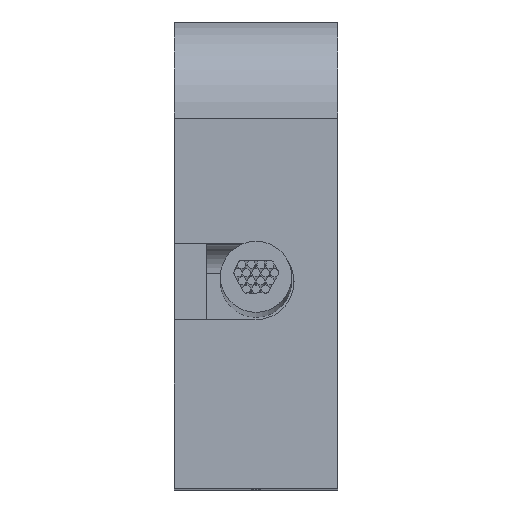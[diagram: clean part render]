
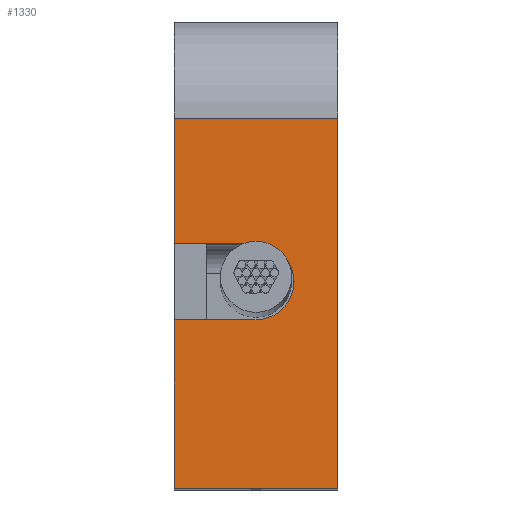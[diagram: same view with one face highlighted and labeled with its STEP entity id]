
A CAD part, top view. The second image highlights one B-rep face of the part: STEP entity #1330.
In plain terms, the highlighted face is planar.
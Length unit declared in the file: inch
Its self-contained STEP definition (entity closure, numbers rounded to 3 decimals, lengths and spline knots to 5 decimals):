
#34=DIRECTION('',(0.,0.,-1.));
#35=VECTOR('',#34,0.453);
#36=CARTESIAN_POINT('',(-0.1,-0.535,0.2855));
#37=LINE('',#36,#35);
#131=DIRECTION('',(0.,0.,-1.));
#132=VECTOR('',#131,0.2065);
#133=CARTESIAN_POINT('',(0.1,-0.535,0.2855));
#134=LINE('',#133,#132);
#157=DIRECTION('',(0.,0.,-1.));
#158=VECTOR('',#157,0.1535);
#159=CARTESIAN_POINT('',(0.1,-0.535,-0.014));
#160=LINE('',#159,#158);
#217=CARTESIAN_POINT('',(0.,-0.535,0.0325));
#218=DIRECTION('',(0.,-1.,0.));
#219=DIRECTION('',(0.,0.,1.));
#220=AXIS2_PLACEMENT_3D('',#217,#218,#219);
#222=DIRECTION('',(-1.,0.,0.));
#223=VECTOR('',#222,0.1);
#224=CARTESIAN_POINT('',(0.1,-0.535,-0.014));
#225=LINE('',#224,#223);
#226=DIRECTION('',(-1.,0.,0.));
#227=VECTOR('',#226,0.2);
#228=CARTESIAN_POINT('',(0.1,-0.535,-0.1675));
#229=LINE('',#228,#227);
#230=DIRECTION('',(1.,0.,0.));
#231=VECTOR('',#230,0.2);
#232=CARTESIAN_POINT('',(-0.1,-0.535,0.2855));
#233=LINE('',#232,#231);
#234=DIRECTION('',(-1.,0.,0.));
#235=VECTOR('',#234,0.1);
#236=CARTESIAN_POINT('',(0.1,-0.535,0.079));
#237=LINE('',#236,#235);
#817=CARTESIAN_POINT('',(-0.1,-0.535,0.2855));
#819=VERTEX_POINT('',#817);
#821=CARTESIAN_POINT('',(0.1,-0.535,0.2855));
#823=VERTEX_POINT('',#821);
#861=CARTESIAN_POINT('',(-0.1,-0.535,-0.1675));
#863=VERTEX_POINT('',#861);
#864=CARTESIAN_POINT('',(0.1,-0.535,-0.1675));
#865=VERTEX_POINT('',#864);
#1030=CARTESIAN_POINT('',(0.1,-0.535,-0.014));
#1032=VERTEX_POINT('',#1030);
#1034=CARTESIAN_POINT('',(0.1,-0.535,0.079));
#1036=VERTEX_POINT('',#1034);
#1038=CARTESIAN_POINT('',(0.,-0.535,0.079));
#1039=CARTESIAN_POINT('',(0.,-0.535,-0.014));
#1040=VERTEX_POINT('',#1038);
#1041=VERTEX_POINT('',#1039);
#1311=CARTESIAN_POINT('',(-0.1,-0.535,0.2855));
#1312=DIRECTION('',(0.,-1.,0.));
#1313=DIRECTION('',(0.,0.,-1.));
#1314=AXIS2_PLACEMENT_3D('',#1311,#1312,#1313);
#1315=PLANE('',#1314);
#1317=ORIENTED_EDGE('',*,*,#1316,.T.);
#1318=ORIENTED_EDGE('',*,*,#1302,.F.);
#1319=ORIENTED_EDGE('',*,*,#1186,.T.);
#1321=ORIENTED_EDGE('',*,*,#1320,.T.);
#1322=ORIENTED_EDGE('',*,*,#1057,.F.);
#1324=ORIENTED_EDGE('',*,*,#1323,.T.);
#1325=ORIENTED_EDGE('',*,*,#1174,.T.);
#1327=ORIENTED_EDGE('',*,*,#1326,.T.);
#1328=EDGE_LOOP('',(#1317,#1318,#1319,#1321,#1322,#1324,#1325,#1327));
#1329=FACE_OUTER_BOUND('',#1328,.F.);
#1330=ADVANCED_FACE('',(#1329),#1315,.T.);
#221=CIRCLE('',#220,0.0465);
#1057=EDGE_CURVE('',#819,#863,#37,.T.);
#1174=EDGE_CURVE('',#823,#1036,#134,.T.);
#1186=EDGE_CURVE('',#1032,#865,#160,.T.);
#1302=EDGE_CURVE('',#1032,#1041,#225,.T.);
#1316=EDGE_CURVE('',#1040,#1041,#221,.T.);
#1320=EDGE_CURVE('',#865,#863,#229,.T.);
#1323=EDGE_CURVE('',#819,#823,#233,.T.);
#1326=EDGE_CURVE('',#1036,#1040,#237,.T.);
